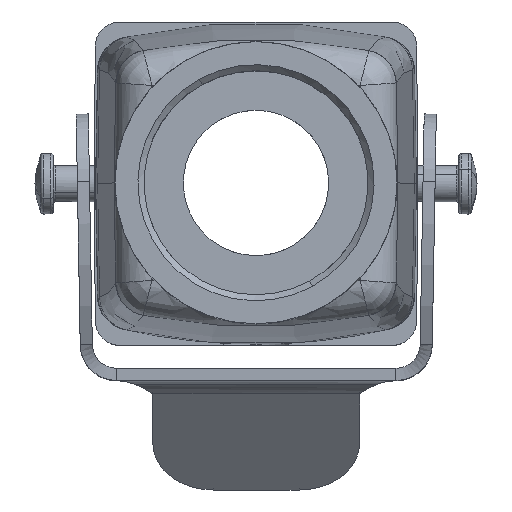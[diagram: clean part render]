
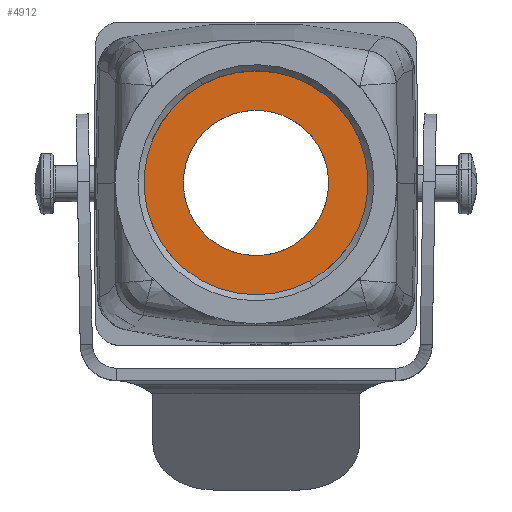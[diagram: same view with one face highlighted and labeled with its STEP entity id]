
A CAD part, top view. The second image highlights one B-rep face of the part: STEP entity #4912.
In plain terms, the highlighted planar face has unit normal (0, 0, 1).
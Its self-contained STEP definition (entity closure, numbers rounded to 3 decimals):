
#4867=AXIS2_PLACEMENT_3D('Plane Axis2P3D',#4864,#4865,#4866) ;
#4875=AXIS2_PLACEMENT_3D('Circle Axis2P3D',#4873,#4874,$) ;
#4609=CARTESIAN_POINT('Vertex',(22.685,33.355,67.917)) ;
#4613=CARTESIAN_POINT('Control Point',(22.685,33.355,67.917)) ;
#4614=CARTESIAN_POINT('Control Point',(23.96,32.658,67.917)) ;
#4615=CARTESIAN_POINT('Control Point',(25.098,31.711,67.917)) ;
#4616=CARTESIAN_POINT('Control Point',(26.034,30.549,67.917)) ;
#4617=CARTESIAN_POINT('Control Point',(27.4,27.922,67.917)) ;
#4618=CARTESIAN_POINT('Control Point',(27.67,24.972,67.917)) ;
#4619=CARTESIAN_POINT('Control Point',(27.51,23.489,67.917)) ;
#4620=CARTESIAN_POINT('Control Point',(26.618,20.665,67.917)) ;
#4621=CARTESIAN_POINT('Control Point',(24.724,18.389,67.917)) ;
#4622=CARTESIAN_POINT('Control Point',(23.562,17.453,67.917)) ;
#4623=CARTESIAN_POINT('Control Point',(20.935,16.087,67.917)) ;
#4624=CARTESIAN_POINT('Control Point',(17.985,15.817,67.917)) ;
#4625=CARTESIAN_POINT('Control Point',(16.502,15.976,67.917)) ;
#4626=CARTESIAN_POINT('Control Point',(15.09,16.423,67.917)) ;
#4627=CARTESIAN_POINT('Control Point',(13.815,17.119,67.917)) ;
#4628=CARTESIAN_POINT('Vertex',(13.815,17.119,67.917)) ;
#4645=CARTESIAN_POINT('Control Point',(13.815,17.119,67.917)) ;
#4646=CARTESIAN_POINT('Control Point',(12.54,17.816,67.917)) ;
#4647=CARTESIAN_POINT('Control Point',(11.402,18.763,67.917)) ;
#4648=CARTESIAN_POINT('Control Point',(10.466,19.925,67.917)) ;
#4649=CARTESIAN_POINT('Control Point',(9.1,22.552,67.917)) ;
#4650=CARTESIAN_POINT('Control Point',(8.83,25.501,67.917)) ;
#4651=CARTESIAN_POINT('Control Point',(8.99,26.985,67.917)) ;
#4652=CARTESIAN_POINT('Control Point',(9.882,29.808,67.917)) ;
#4653=CARTESIAN_POINT('Control Point',(11.776,32.085,67.917)) ;
#4654=CARTESIAN_POINT('Control Point',(12.938,33.021,67.917)) ;
#4655=CARTESIAN_POINT('Control Point',(15.565,34.387,67.917)) ;
#4656=CARTESIAN_POINT('Control Point',(18.515,34.657,67.917)) ;
#4657=CARTESIAN_POINT('Control Point',(19.998,34.497,67.917)) ;
#4658=CARTESIAN_POINT('Control Point',(21.41,34.051,67.917)) ;
#4659=CARTESIAN_POINT('Control Point',(22.685,33.355,67.917)) ;
#4864=CARTESIAN_POINT('Axis2P3D Location',(18.25,31.237,67.917)) ;
#4873=CARTESIAN_POINT('Axis2P3D Location',(18.25,25.237,67.917)) ;
#4877=CARTESIAN_POINT('Vertex',(21.127,30.502,67.917)) ;
#4879=CARTESIAN_POINT('Vertex',(15.373,19.971,67.917)) ;
#4883=CARTESIAN_POINT('Control Point',(15.373,19.971,67.917)) ;
#4884=CARTESIAN_POINT('Control Point',(14.847,20.259,67.917)) ;
#4885=CARTESIAN_POINT('Control Point',(14.356,20.613,67.917)) ;
#4886=CARTESIAN_POINT('Control Point',(13.913,21.026,67.917)) ;
#4887=CARTESIAN_POINT('Control Point',(13.138,21.955,67.917)) ;
#4888=CARTESIAN_POINT('Control Point',(12.616,23.045,67.917)) ;
#4889=CARTESIAN_POINT('Control Point',(12.425,23.621,67.917)) ;
#4890=CARTESIAN_POINT('Control Point',(12.19,24.807,67.917)) ;
#4891=CARTESIAN_POINT('Control Point',(12.255,26.015,67.917)) ;
#4892=CARTESIAN_POINT('Control Point',(12.363,26.611,67.917)) ;
#4893=CARTESIAN_POINT('Control Point',(12.726,27.765,67.917)) ;
#4894=CARTESIAN_POINT('Control Point',(13.362,28.794,67.917)) ;
#4895=CARTESIAN_POINT('Control Point',(13.743,29.265,67.917)) ;
#4896=CARTESIAN_POINT('Control Point',(14.614,30.104,67.917)) ;
#4897=CARTESIAN_POINT('Control Point',(15.665,30.702,67.917)) ;
#4898=CARTESIAN_POINT('Control Point',(16.226,30.933,67.917)) ;
#4899=CARTESIAN_POINT('Control Point',(17.392,31.251,67.917)) ;
#4900=CARTESIAN_POINT('Control Point',(18.601,31.272,67.917)) ;
#4901=CARTESIAN_POINT('Control Point',(19.204,31.206,67.917)) ;
#4902=CARTESIAN_POINT('Control Point',(19.959,31.027,67.917)) ;
#4903=CARTESIAN_POINT('Control Point',(20.67,30.731,67.917)) ;
#4904=CARTESIAN_POINT('Control Point',(20.825,30.66,67.917)) ;
#4905=CARTESIAN_POINT('Control Point',(20.977,30.584,67.917)) ;
#4906=CARTESIAN_POINT('Control Point',(21.127,30.502,67.917)) ;
#4865=DIRECTION('Axis2P3D Direction',(0.,0.,-1.)) ;
#4866=DIRECTION('Axis2P3D XDirection',(0.,1.,0.)) ;
#4874=DIRECTION('Axis2P3D Direction',(0.,0.,-1.)) ;
#4870=ORIENTED_EDGE('',*,*,#4660,.F.) ;
#4871=ORIENTED_EDGE('',*,*,#4630,.F.) ;
#4909=ORIENTED_EDGE('',*,*,#4881,.T.) ;
#4910=ORIENTED_EDGE('',*,*,#4907,.T.) ;
#4911=FACE_BOUND('',#4908,.T.) ;
#4912=ADVANCED_FACE('Hauptk\X2\00F6\X0\rper.1',(#4872,#4911),#4868,.F.) ;
#4612=B_SPLINE_CURVE_WITH_KNOTS('',5,(#4613,#4614,#4615,#4616,#4617,#4618,#4619,#4620,#4621,#4622,#4623,#4624,#4625,#4626,#4627),.UNSPECIFIED.,.F.,.U.,(6,3,3,3,6),(-14.53,-7.265,0.,7.265,14.53),.UNSPECIFIED.) ;
#4644=B_SPLINE_CURVE_WITH_KNOTS('',5,(#4645,#4646,#4647,#4648,#4649,#4650,#4651,#4652,#4653,#4654,#4655,#4656,#4657,#4658,#4659),.UNSPECIFIED.,.F.,.U.,(6,3,3,3,6),(-14.53,-7.265,0.,7.265,14.53),.UNSPECIFIED.) ;
#4882=B_SPLINE_CURVE_WITH_KNOTS('',5,(#4883,#4884,#4885,#4886,#4887,#4888,#4889,#4890,#4891,#4892,#4893,#4894,#4895,#4896,#4897,#4898,#4899,#4900,#4901,#4902,#4903,#4904,#4905,#4906),.UNSPECIFIED.,.F.,.U.,(6,3,3,3,3,3,3,6),(0.,4.27,8.54,12.81,17.08,21.35,25.621,26.83),.UNSPECIFIED.) ;
#4876=CIRCLE('generated circle',#4875,6.) ;
#4630=EDGE_CURVE('',#4610,#4629,#4612,.T.) ;
#4660=EDGE_CURVE('',#4629,#4610,#4644,.T.) ;
#4881=EDGE_CURVE('',#4878,#4880,#4876,.T.) ;
#4907=EDGE_CURVE('',#4880,#4878,#4882,.T.) ;
#4869=EDGE_LOOP('',(#4870,#4871)) ;
#4908=EDGE_LOOP('',(#4909,#4910)) ;
#4872=FACE_OUTER_BOUND('',#4869,.T.) ;
#4868=PLANE('',#4867) ;
#4610=VERTEX_POINT('',#4609) ;
#4629=VERTEX_POINT('',#4628) ;
#4878=VERTEX_POINT('',#4877) ;
#4880=VERTEX_POINT('',#4879) ;
